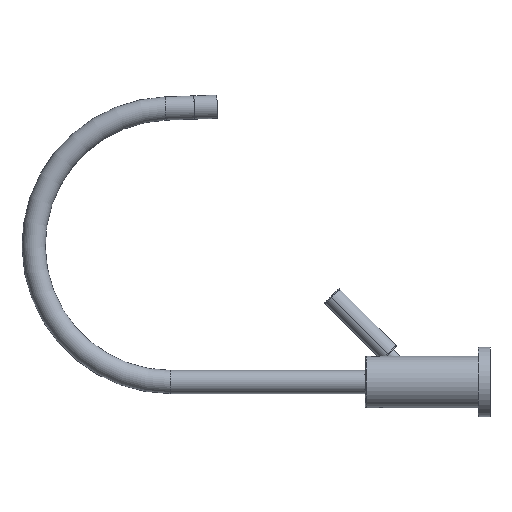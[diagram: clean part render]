
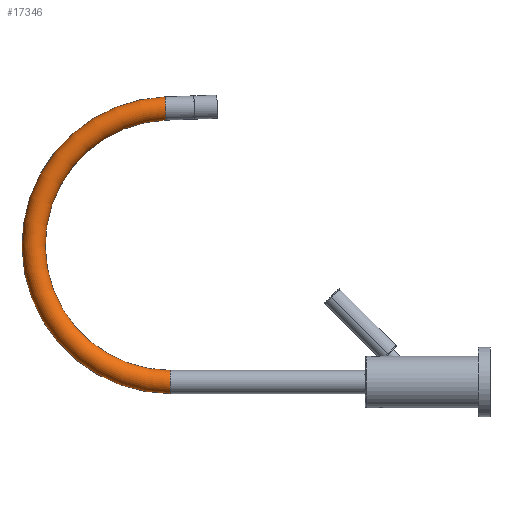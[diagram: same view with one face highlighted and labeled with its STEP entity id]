
A CAD part, left-side view. The second image highlights one B-rep face of the part: STEP entity #17346.
In plain terms, the highlighted toroidal (fillet/blend) face has major radius 117.5 mm and minor radius 10 mm.
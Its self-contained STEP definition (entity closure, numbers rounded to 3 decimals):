
#1872 = CARTESIAN_POINT ( 'NONE',  ( 0., 107.5, 0. ) ) ;
#2449 = CARTESIAN_POINT ( 'NONE',  ( 0., 127.5, 0. ) ) ;
#2454 = VERTEX_POINT ( 'NONE', #2449 ) ;
#2748 = EDGE_CURVE ( 'NONE', #8403, #3802, #15502, .T. ) ;
#3605 = CARTESIAN_POINT ( 'NONE',  ( 0., 117.5, 0. ) ) ;
#3802 = VERTEX_POINT ( 'NONE', #11556 ) ;
#3859 = CIRCLE ( 'NONE', #12672, 107.5 ) ;
#3958 = ORIENTED_EDGE ( 'NONE', *, *, #5310, .F. ) ;
#4174 = CARTESIAN_POINT ( 'NONE',  ( 0., 0., 0. ) ) ;
#4213 = AXIS2_PLACEMENT_3D ( 'NONE', #3605, #8333, #5487 ) ;
#5089 = EDGE_CURVE ( 'NONE', #2454, #15536, #16189, .T. ) ;
#5107 = AXIS2_PLACEMENT_3D ( 'NONE', #8031, #11182, #12571 ) ;
#5310 = EDGE_CURVE ( 'NONE', #2454, #8403, #14603, .T. ) ;
#5487 = DIRECTION ( 'NONE',  ( 0., 0., -1. ) ) ;
#7200 = ORIENTED_EDGE ( 'NONE', *, *, #5089, .T. ) ;
#7913 = DIRECTION ( 'NONE',  ( 0., 0., -1. ) ) ;
#8031 = CARTESIAN_POINT ( 'NONE',  ( 4.101, -117.428, 0. ) ) ;
#8333 = DIRECTION ( 'NONE',  ( 1., 0., 0. ) ) ;
#8403 = VERTEX_POINT ( 'NONE', #10333 ) ;
#8504 = DIRECTION ( 'NONE',  ( -1., 0., 0. ) ) ;
#9188 = CARTESIAN_POINT ( 'NONE',  ( 0., 0., 0. ) ) ;
#10177 = DIRECTION ( 'NONE',  ( 0., 0., -1. ) ) ;
#10333 = CARTESIAN_POINT ( 'NONE',  ( 4.45, -127.422, 0. ) ) ;
#11182 = DIRECTION ( 'NONE',  ( -0.999, -0.035, 0. ) ) ;
#11556 = CARTESIAN_POINT ( 'NONE',  ( 3.752, -107.435, 0. ) ) ;
#11564 = CARTESIAN_POINT ( 'NONE',  ( 0., 0., 0. ) ) ;
#12571 = DIRECTION ( 'NONE',  ( 0., 0., -1. ) ) ;
#12672 = AXIS2_PLACEMENT_3D ( 'NONE', #4174, #10177, #18879 ) ;
#13247 = DIRECTION ( 'NONE',  ( 0., 0., -1. ) ) ;
#13651 = AXIS2_PLACEMENT_3D ( 'NONE', #11564, #13247, #8504 ) ;
#14290 = AXIS2_PLACEMENT_3D ( 'NONE', #9188, #7913, #15042 ) ;
#14437 = FACE_OUTER_BOUND ( 'NONE', #16382, .T. ) ;
#14491 = ORIENTED_EDGE ( 'NONE', *, *, #2748, .F. ) ;
#14601 = TOROIDAL_SURFACE ( 'NONE', #13651, 117.5, 10. ) ;
#14603 = CIRCLE ( 'NONE', #14290, 127.5 ) ;
#15042 = DIRECTION ( 'NONE',  ( -1., 0., 0. ) ) ;
#15502 = CIRCLE ( 'NONE', #5107, 10. ) ;
#15536 = VERTEX_POINT ( 'NONE', #1872 ) ;
#16189 = CIRCLE ( 'NONE', #4213, 10. ) ;
#16382 = EDGE_LOOP ( 'NONE', ( #3958, #7200, #17010, #14491 ) ) ;
#17010 = ORIENTED_EDGE ( 'NONE', *, *, #18407, .T. ) ;
#17346 = ADVANCED_FACE ( 'NONE', ( #14437 ), #14601, .T. ) ;
#18407 = EDGE_CURVE ( 'NONE', #15536, #3802, #3859, .T. ) ;
#18879 = DIRECTION ( 'NONE',  ( -1., 0., 0. ) ) ;
